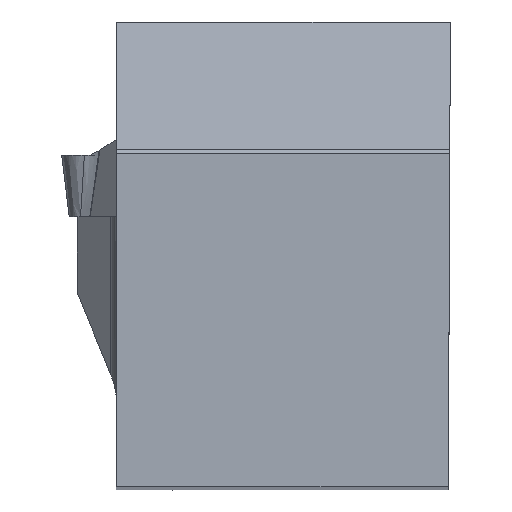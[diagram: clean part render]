
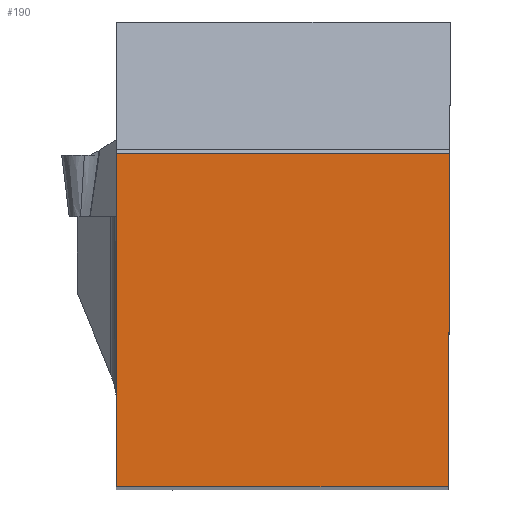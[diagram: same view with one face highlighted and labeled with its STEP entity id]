
A CAD part, top view. The second image highlights one B-rep face of the part: STEP entity #190.
In plain terms, the highlighted planar face has unit normal (0, 0, 1).
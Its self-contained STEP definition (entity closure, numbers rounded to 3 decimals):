
#190=ADVANCED_FACE('',(#277),#241,.F.);
#241=PLANE('',#1180);
#277=FACE_OUTER_BOUND('',#327,.T.);
#327=EDGE_LOOP('',(#446,#447,#448,#449));
#446=ORIENTED_EDGE('',*,*,#830,.F.);
#447=ORIENTED_EDGE('',*,*,#826,.T.);
#448=ORIENTED_EDGE('',*,*,#831,.T.);
#449=ORIENTED_EDGE('',*,*,#778,.F.);
#674=VERTEX_POINT('',#1468);
#675=VERTEX_POINT('',#1470);
#708=VERTEX_POINT('',#1555);
#712=VERTEX_POINT('',#1563);
#778=EDGE_CURVE('',#674,#675,#928,.T.);
#826=EDGE_CURVE('',#708,#712,#972,.T.);
#830=EDGE_CURVE('',#708,#674,#976,.T.);
#831=EDGE_CURVE('',#712,#675,#977,.T.);
#928=LINE('',#1469,#1018);
#972=LINE('',#1564,#1062);
#976=LINE('',#1571,#1066);
#977=LINE('',#1572,#1067);
#1018=VECTOR('',#1240,1.);
#1062=VECTOR('',#1310,1.);
#1066=VECTOR('',#1320,1.);
#1067=VECTOR('',#1321,1.);
#1180=AXIS2_PLACEMENT_3D('',#1573,#1322,#1323);
#1240=DIRECTION('',(0.,1.,0.));
#1310=DIRECTION('',(0.004,1.,0.));
#1320=DIRECTION('',(-1.,0.,0.));
#1321=DIRECTION('',(-1.,0.,0.));
#1322=DIRECTION('',(0.,0.,-1.));
#1323=DIRECTION('',(1.,0.,0.));
#1468=CARTESIAN_POINT('',(-24.875,0.,0.));
#1469=CARTESIAN_POINT('',(-24.875,35.875,0.));
#1470=CARTESIAN_POINT('',(-24.875,24.875,0.));
#1555=CARTESIAN_POINT('',(-0.109,0.,0.));
#1563=CARTESIAN_POINT('',(0.,24.875,0.));
#1564=CARTESIAN_POINT('',(0.047,35.73,0.));
#1571=CARTESIAN_POINT('',(-33.167,0.,0.));
#1572=CARTESIAN_POINT('',(-33.167,24.875,0.));
#1573=CARTESIAN_POINT('',(-33.167,35.875,0.));
